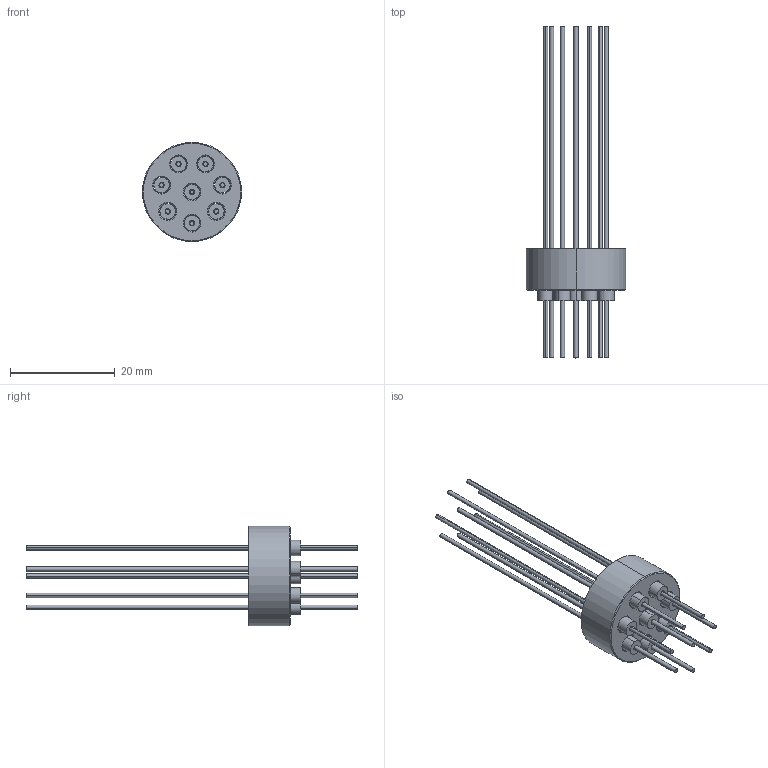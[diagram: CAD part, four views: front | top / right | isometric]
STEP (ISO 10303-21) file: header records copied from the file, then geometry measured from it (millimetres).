
FILE_DESCRIPTION (( 'STEP AP203' ), '1' );
FILE_NAME ('9294-03-W.STEP', '2021-01-11T16:24:35', ( '' ), ( '' ), 'SwSTEP 2.0', 'SolidWorks 2019', '' );
FILE_SCHEMA (( 'CONFIG_CONTROL_DESIGN' ));
Length unit declared in the file: inch
Products named in the file (5): 9294-03-W; 03954_86; 06400_72; 09293_01; 08310_03
Assembly tree (26 placements, depth 2):
  9294-03-W
    09293_01
    08310_03  x8
    06400_72  x9
    03954_86  x8
Bounding box: 18.97 x 63.5 x 18.97 mm (x, y, z)
Volume: 1170.4 mm3; surface area: 3439.7 mm2
Topology: 26 solids, 26 shells, 193 faces, 384 edges, 244 vertices
Faces by surface type: cylinder 104, plane 53, cone 34, torus 2
Entity records: 3323 total; most frequent: DIRECTION 468, CARTESIAN_POINT 362, ORIENTED_EDGE 324, AXIS2_PLACEMENT_3D 202, EDGE_CURVE 162, CIRCLE 98, EDGE_LOOP 96, VERTEX_POINT 96
